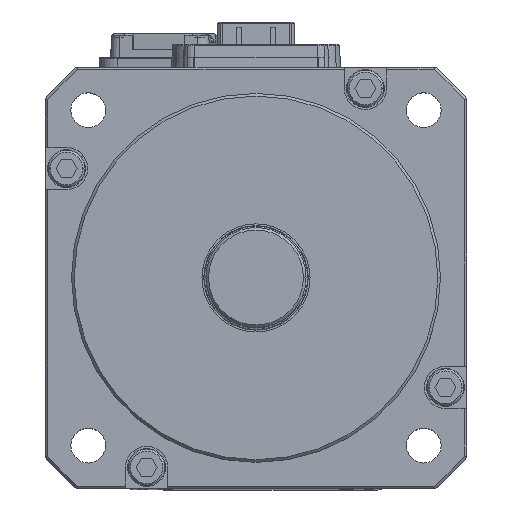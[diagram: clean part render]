
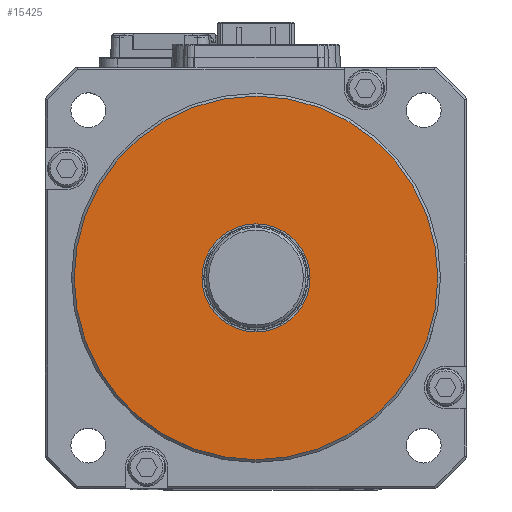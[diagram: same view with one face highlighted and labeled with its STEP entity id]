
A CAD part, top view. The second image highlights one B-rep face of the part: STEP entity #15425.
In plain terms, the highlighted planar face has unit normal (0, 0, 1).
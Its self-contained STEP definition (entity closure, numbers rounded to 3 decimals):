
#6667 = ORIENTED_EDGE ( 'NONE', *, *, #15272, .T. ) ;
#6678 = ORIENTED_EDGE ( 'NONE', *, *, #43290, .T. ) ;
#6696 = ORIENTED_EDGE ( 'NONE', *, *, #43193, .F. ) ;
#6766 = ORIENTED_EDGE ( 'NONE', *, *, #15240, .F. ) ;
#8576 = CARTESIAN_POINT ( 'NONE',  ( -34.5, 0., 59.5 ) ) ;
#8585 = CARTESIAN_POINT ( 'NONE',  ( 34.5, 0., 59.5 ) ) ;
#8675 = CARTESIAN_POINT ( 'NONE',  ( 10.25, 0., 59.5 ) ) ;
#8693 = CARTESIAN_POINT ( 'NONE',  ( -10.25, 0., 59.5 ) ) ;
#14126 = VERTEX_POINT ( 'NONE', #8576 ) ;
#14127 = VERTEX_POINT ( 'NONE', #8585 ) ;
#14167 = VERTEX_POINT ( 'NONE', #8675 ) ;
#14176 = VERTEX_POINT ( 'NONE', #8693 ) ;
#15240 = EDGE_CURVE ( 'NONE', #14167, #14176, #56989, .T. ) ;
#15272 = EDGE_CURVE ( 'NONE', #14126, #14127, #57002, .T. ) ;
#15425 = ADVANCED_FACE ( 'NONE', ( #39374, #39458 ), #39403, .T. ) ;
#39374 = FACE_OUTER_BOUND ( 'NONE', #48652, .T. ) ;
#39403 = PLANE ( 'NONE',  #39434 ) ;
#39431 = DIRECTION ( 'NONE',  ( 1., 0., 0. ) ) ;
#39434 = AXIS2_PLACEMENT_3D ( 'NONE', #39444, #39446, #39431 ) ;
#39444 = CARTESIAN_POINT ( 'NONE',  ( 0., 0., 59.5 ) ) ;
#39446 = DIRECTION ( 'NONE',  ( 0., 0., 1. ) ) ;
#39458 = FACE_BOUND ( 'NONE', #48649, .T. ) ;
#43193 = EDGE_CURVE ( 'NONE', #14176, #14167, #78407, .T. ) ;
#43290 = EDGE_CURVE ( 'NONE', #14127, #14126, #78033, .T. ) ;
#48649 = EDGE_LOOP ( 'NONE', ( #6696, #6766 ) ) ;
#48652 = EDGE_LOOP ( 'NONE', ( #6667, #6678 ) ) ;
#52431 = DIRECTION ( 'NONE',  ( 1., 0., 0. ) ) ;
#52460 = CARTESIAN_POINT ( 'NONE',  ( 0., 0., 59.5 ) ) ;
#52461 = DIRECTION ( 'NONE',  ( 0., 0., 1. ) ) ;
#54524 = DIRECTION ( 'NONE',  ( 0., 0., 1. ) ) ;
#54575 = CARTESIAN_POINT ( 'NONE',  ( 0., 0., 59.5 ) ) ;
#54583 = DIRECTION ( 'NONE',  ( 1., 0., 0. ) ) ;
#56977 = AXIS2_PLACEMENT_3D ( 'NONE', #52460, #52461, #52431 ) ;
#56989 = CIRCLE ( 'NONE', #57019, 10.25 ) ;
#57002 = CIRCLE ( 'NONE', #56977, 34.5 ) ;
#57019 = AXIS2_PLACEMENT_3D ( 'NONE', #54575, #54524, #54583 ) ;
#72435 = DIRECTION ( 'NONE',  ( 1., 0., 0. ) ) ;
#72444 = CARTESIAN_POINT ( 'NONE',  ( 0., 0., 59.5 ) ) ;
#72451 = DIRECTION ( 'NONE',  ( 0., 0., 1. ) ) ;
#73739 = DIRECTION ( 'NONE',  ( 0., 0., 1. ) ) ;
#73761 = DIRECTION ( 'NONE',  ( 1., 0., 0. ) ) ;
#73762 = CARTESIAN_POINT ( 'NONE',  ( 0., 0., 59.5 ) ) ;
#78033 = CIRCLE ( 'NONE', #78034, 34.5 ) ;
#78034 = AXIS2_PLACEMENT_3D ( 'NONE', #73762, #73739, #73761 ) ;
#78407 = CIRCLE ( 'NONE', #78416, 10.25 ) ;
#78416 = AXIS2_PLACEMENT_3D ( 'NONE', #72444, #72451, #72435 ) ;
